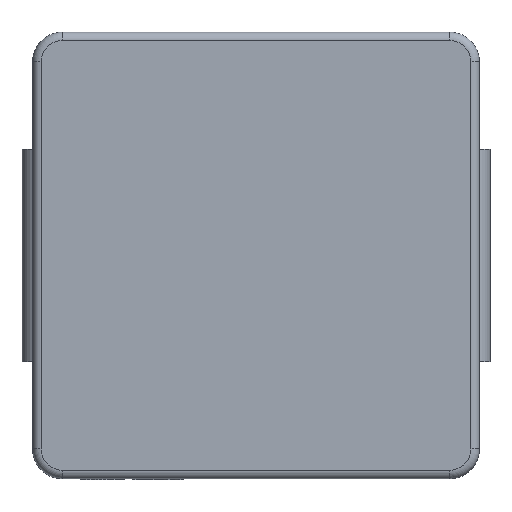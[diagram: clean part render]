
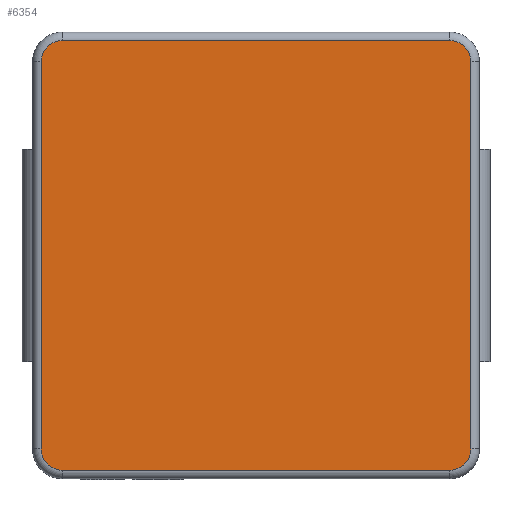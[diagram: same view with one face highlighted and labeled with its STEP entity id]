
A CAD part, top view. The second image highlights one B-rep face of the part: STEP entity #6354.
In plain terms, the highlighted planar face has unit normal (0, 0, 1).
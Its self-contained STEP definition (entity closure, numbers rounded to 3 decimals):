
#128 = CARTESIAN_POINT ( 'NONE',  ( 1.82, 2.02, 1.2 ) ) ;
#479 = ORIENTED_EDGE ( 'NONE', *, *, #14837, .T. ) ;
#576 = ORIENTED_EDGE ( 'NONE', *, *, #11782, .T. ) ;
#845 = DIRECTION ( 'NONE',  ( 0., 0., 1. ) ) ;
#1081 = DIRECTION ( 'NONE',  ( -1., 0., 0. ) ) ;
#1181 = CIRCLE ( 'NONE', #8968, 0.2 ) ;
#1533 = EDGE_LOOP ( 'NONE', ( #576, #2305, #479, #8768, #10332, #3829, #5786, #12569 ) ) ;
#1646 = DIRECTION ( 'NONE',  ( -1., 0., 0. ) ) ;
#1804 = PLANE ( 'NONE',  #7500 ) ;
#2049 = CARTESIAN_POINT ( 'NONE',  ( 0., -2.02, 1.2 ) ) ;
#2147 = DIRECTION ( 'NONE',  ( 0., 1., 0. ) ) ;
#2305 = ORIENTED_EDGE ( 'NONE', *, *, #12163, .T. ) ;
#2402 = EDGE_CURVE ( 'NONE', #3378, #3790, #13002, .T. ) ;
#3017 = FACE_OUTER_BOUND ( 'NONE', #1533, .T. ) ;
#3378 = VERTEX_POINT ( 'NONE', #15706 ) ;
#3779 = AXIS2_PLACEMENT_3D ( 'NONE', #15705, #12052, #10476 ) ;
#3790 = VERTEX_POINT ( 'NONE', #5449 ) ;
#3829 = ORIENTED_EDGE ( 'NONE', *, *, #8643, .T. ) ;
#4449 = VERTEX_POINT ( 'NONE', #11825 ) ;
#4589 = EDGE_CURVE ( 'NONE', #11866, #4449, #8676, .T. ) ;
#5134 = VERTEX_POINT ( 'NONE', #9424 ) ;
#5350 = DIRECTION ( 'NONE',  ( 1., 0., 0. ) ) ;
#5356 = CARTESIAN_POINT ( 'NONE',  ( 1.82, 1.82, 1.2 ) ) ;
#5435 = LINE ( 'NONE', #2049, #11571 ) ;
#5449 = CARTESIAN_POINT ( 'NONE',  ( -2.02, 1.82, 1.2 ) ) ;
#5674 = DIRECTION ( 'NONE',  ( 0., -1., 0. ) ) ;
#5786 = ORIENTED_EDGE ( 'NONE', *, *, #12733, .T. ) ;
#6354 = ADVANCED_FACE ( 'NONE', ( #3017 ), #1804, .F. ) ;
#6530 = CARTESIAN_POINT ( 'NONE',  ( -2.02, -1.82, 1.2 ) ) ;
#6781 = CARTESIAN_POINT ( 'NONE',  ( 0., 0., 1.2 ) ) ;
#6827 = DIRECTION ( 'NONE',  ( 0., 0., 1. ) ) ;
#6836 = LINE ( 'NONE', #9278, #15796 ) ;
#6859 = DIRECTION ( 'NONE',  ( 0., 0., -1. ) ) ;
#6988 = AXIS2_PLACEMENT_3D ( 'NONE', #10395, #6827, #9187 ) ;
#7037 = CARTESIAN_POINT ( 'NONE',  ( 1.82, -1.82, 1.2 ) ) ;
#7039 = LINE ( 'NONE', #12276, #7140 ) ;
#7140 = VECTOR ( 'NONE', #2147, 1000. ) ;
#7500 = AXIS2_PLACEMENT_3D ( 'NONE', #6781, #6859, #11760 ) ;
#8643 = EDGE_CURVE ( 'NONE', #9104, #5134, #10545, .T. ) ;
#8676 = CIRCLE ( 'NONE', #10225, 0.2 ) ;
#8768 = ORIENTED_EDGE ( 'NONE', *, *, #2402, .T. ) ;
#8968 = AXIS2_PLACEMENT_3D ( 'NONE', #5356, #13007, #1646 ) ;
#9104 = VERTEX_POINT ( 'NONE', #6530 ) ;
#9152 = LINE ( 'NONE', #10278, #11907 ) ;
#9187 = DIRECTION ( 'NONE',  ( -1., 0., 0. ) ) ;
#9278 = CARTESIAN_POINT ( 'NONE',  ( -2.02, 0., 1.2 ) ) ;
#9364 = EDGE_CURVE ( 'NONE', #3790, #9104, #6836, .T. ) ;
#9424 = CARTESIAN_POINT ( 'NONE',  ( -1.82, -2.02, 1.2 ) ) ;
#9553 = VERTEX_POINT ( 'NONE', #128 ) ;
#10225 = AXIS2_PLACEMENT_3D ( 'NONE', #7037, #845, #1081 ) ;
#10278 = CARTESIAN_POINT ( 'NONE',  ( 0., 2.02, 1.2 ) ) ;
#10332 = ORIENTED_EDGE ( 'NONE', *, *, #9364, .T. ) ;
#10395 = CARTESIAN_POINT ( 'NONE',  ( -1.82, 1.82, 1.2 ) ) ;
#10476 = DIRECTION ( 'NONE',  ( -1., 0., 0. ) ) ;
#10545 = CIRCLE ( 'NONE', #3779, 0.2 ) ;
#11183 = CARTESIAN_POINT ( 'NONE',  ( 1.82, -2.02, 1.2 ) ) ;
#11571 = VECTOR ( 'NONE', #5350, 1000. ) ;
#11760 = DIRECTION ( 'NONE',  ( -1., 0., 0. ) ) ;
#11782 = EDGE_CURVE ( 'NONE', #4449, #13714, #7039, .T. ) ;
#11825 = CARTESIAN_POINT ( 'NONE',  ( 2.02, -1.82, 1.2 ) ) ;
#11866 = VERTEX_POINT ( 'NONE', #11183 ) ;
#11907 = VECTOR ( 'NONE', #14220, 1000. ) ;
#12052 = DIRECTION ( 'NONE',  ( 0., 0., 1. ) ) ;
#12163 = EDGE_CURVE ( 'NONE', #13714, #9553, #1181, .T. ) ;
#12276 = CARTESIAN_POINT ( 'NONE',  ( 2.02, 0., 1.2 ) ) ;
#12386 = CARTESIAN_POINT ( 'NONE',  ( 2.02, 1.82, 1.2 ) ) ;
#12569 = ORIENTED_EDGE ( 'NONE', *, *, #4589, .T. ) ;
#12733 = EDGE_CURVE ( 'NONE', #5134, #11866, #5435, .T. ) ;
#13002 = CIRCLE ( 'NONE', #6988, 0.2 ) ;
#13007 = DIRECTION ( 'NONE',  ( 0., 0., 1. ) ) ;
#13714 = VERTEX_POINT ( 'NONE', #12386 ) ;
#14220 = DIRECTION ( 'NONE',  ( -1., 0., 0. ) ) ;
#14837 = EDGE_CURVE ( 'NONE', #9553, #3378, #9152, .T. ) ;
#15705 = CARTESIAN_POINT ( 'NONE',  ( -1.82, -1.82, 1.2 ) ) ;
#15706 = CARTESIAN_POINT ( 'NONE',  ( -1.82, 2.02, 1.2 ) ) ;
#15796 = VECTOR ( 'NONE', #5674, 1000. ) ;
